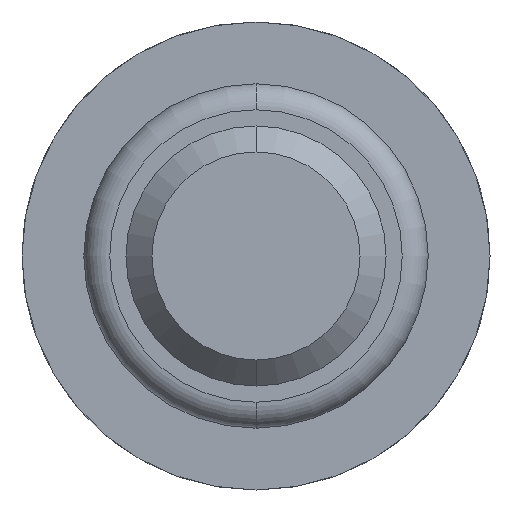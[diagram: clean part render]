
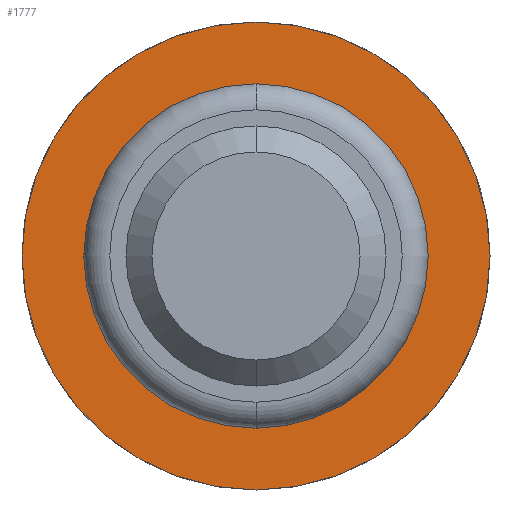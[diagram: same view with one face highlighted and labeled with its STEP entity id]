
A CAD part, front view. The second image highlights one B-rep face of the part: STEP entity #1777.
In plain terms, the highlighted planar face has unit normal (0, -1, 0).
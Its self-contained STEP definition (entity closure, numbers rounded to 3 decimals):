
#24 = ORIENTED_EDGE ( 'NONE', *, *, #620, .T. ) ;
#422 = EDGE_LOOP ( 'NONE', ( #3533, #4049 ) ) ;
#542 = EDGE_CURVE ( 'Defeature ausgef�hrt4_13+Defeature ausgef�hrt4_14+Defeature ausgef�hrt4_14+Defeature ausgef�hrt4_14', #1349, #4399, #1731, .T. ) ;
#620 = EDGE_CURVE ( 'Defeature ausgef�hrt4_13+Defeature ausgef�hrt4_14+Defeature ausgef�hrt4_14+Defeature ausgef�hrt4_14', #4399, #1349, #702, .T. ) ;
#702 = CIRCLE ( 'NONE', #1866, 1.325 ) ;
#787 = DIRECTION ( 'NONE',  ( 0., 1., 0. ) ) ;
#816 = AXIS2_PLACEMENT_3D ( 'NONE', #3720, #4027, #3688 ) ;
#840 = CIRCLE ( 'NONE', #3296, 1.8 ) ;
#1142 = CARTESIAN_POINT ( 'NONE',  ( 0., -1.8, 0. ) ) ;
#1157 = DIRECTION ( 'NONE',  ( 0., 0., 1. ) ) ;
#1221 = CARTESIAN_POINT ( 'NONE',  ( 0., -1.8, 1.8 ) ) ;
#1349 = VERTEX_POINT ( 'NONE', #2615 ) ;
#1385 = EDGE_CURVE ( 'Defeature ausgef�hrt4_12+Defeature ausgef�hrt4_13+Defeature ausgef�hrt4_13+Defeature ausgef�hrt4_13', #2355, #2636, #3131, .T. ) ;
#1545 = DIRECTION ( 'NONE',  ( 0., 1., 0. ) ) ;
#1731 = CIRCLE ( 'NONE', #816, 1.325 ) ;
#1767 = DIRECTION ( 'NONE',  ( 0., 0., 1. ) ) ;
#1777 = ADVANCED_FACE ( 'Defeature ausgef�hrt4_13', ( #3137, #3254 ), #3677, .F. ) ;
#1838 = AXIS2_PLACEMENT_3D ( 'NONE', #4389, #787, #1157 ) ;
#1866 = AXIS2_PLACEMENT_3D ( 'NONE', #4055, #1545, #2271 ) ;
#1926 = DIRECTION ( 'NONE',  ( 0., 0., 1. ) ) ;
#2248 = CARTESIAN_POINT ( 'NONE',  ( 0., -1.8, 0. ) ) ;
#2271 = DIRECTION ( 'NONE',  ( 0., 0., 1. ) ) ;
#2304 = AXIS2_PLACEMENT_3D ( 'NONE', #2248, #4066, #1926 ) ;
#2355 = VERTEX_POINT ( 'NONE', #3850 ) ;
#2407 = EDGE_CURVE ( 'Defeature ausgef�hrt4_12+Defeature ausgef�hrt4_13+Defeature ausgef�hrt4_13+Defeature ausgef�hrt4_13', #2636, #2355, #840, .T. ) ;
#2474 = DIRECTION ( 'NONE',  ( 0., 1., 0. ) ) ;
#2615 = CARTESIAN_POINT ( 'NONE',  ( 0., -1.8, -1.325 ) ) ;
#2636 = VERTEX_POINT ( 'NONE', #1221 ) ;
#3131 = CIRCLE ( 'NONE', #2304, 1.8 ) ;
#3137 = FACE_OUTER_BOUND ( 'NONE', #422, .T. ) ;
#3254 = FACE_BOUND ( 'NONE', #4560, .T. ) ;
#3296 = AXIS2_PLACEMENT_3D ( 'NONE', #1142, #2474, #1767 ) ;
#3533 = ORIENTED_EDGE ( 'NONE', *, *, #2407, .F. ) ;
#3677 = PLANE ( 'NONE',  #1838 ) ;
#3688 = DIRECTION ( 'NONE',  ( 0., 0., 1. ) ) ;
#3720 = CARTESIAN_POINT ( 'NONE',  ( 0., -1.8, 0. ) ) ;
#3850 = CARTESIAN_POINT ( 'NONE',  ( 0., -1.8, -1.8 ) ) ;
#4010 = ORIENTED_EDGE ( 'NONE', *, *, #542, .T. ) ;
#4027 = DIRECTION ( 'NONE',  ( 0., 1., 0. ) ) ;
#4049 = ORIENTED_EDGE ( 'NONE', *, *, #1385, .F. ) ;
#4055 = CARTESIAN_POINT ( 'NONE',  ( 0., -1.8, 0. ) ) ;
#4066 = DIRECTION ( 'NONE',  ( 0., 1., 0. ) ) ;
#4389 = CARTESIAN_POINT ( 'NONE',  ( 1.8, -1.8, 0. ) ) ;
#4399 = VERTEX_POINT ( 'NONE', #4425 ) ;
#4425 = CARTESIAN_POINT ( 'NONE',  ( 0., -1.8, 1.325 ) ) ;
#4560 = EDGE_LOOP ( 'NONE', ( #24, #4010 ) ) ;
